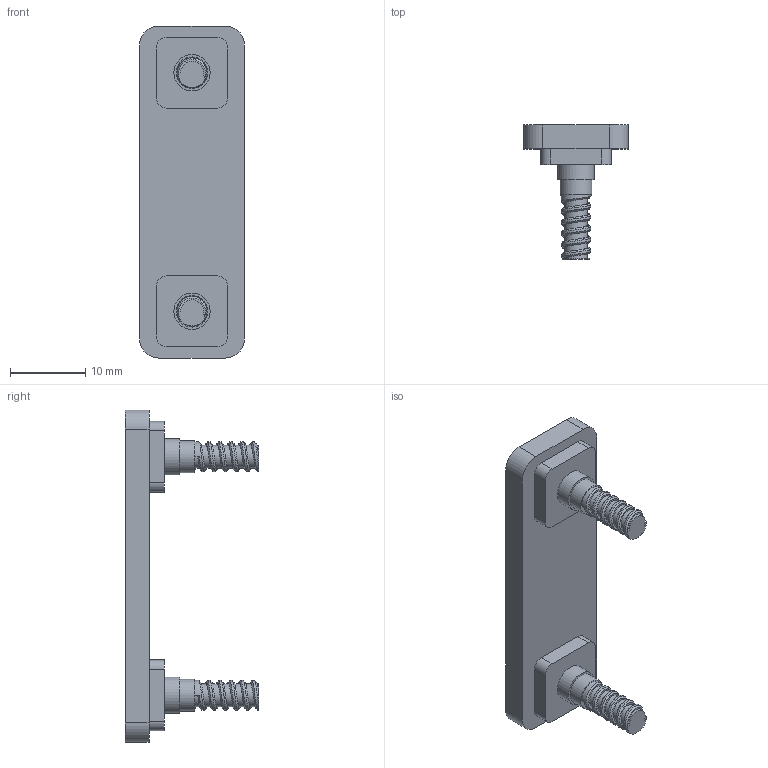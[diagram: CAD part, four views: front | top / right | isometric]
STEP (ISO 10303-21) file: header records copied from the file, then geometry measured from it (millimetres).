
FILE_DESCRIPTION(/* description */ ('STEP AP242','CAx-IF Rec.Pracs.---Representation and Presentation of Product Manufacturing Information (PMI)---4.0---2014-10-13','CAx-IF Rec.Pracs.---3D Tessellated Geometry---0.4---2014-09-14','2;1'),/* implementation_level */ '2;1');
FILE_NAME(/* name */ '669c3b542e06d8541d73b684',/* time_stamp */ '2024-07-20T22:33:56Z',/* author */ (''),/* organization */ (''),/* preprocessor_version */ 'ST-DEVELOPER v20',/* originating_system */ ' ',/* authorisation */ ' ');
FILE_SCHEMA (('AP242_MANAGED_MODEL_BASED_3D_ENGINEERING_MIM_LF { 1 0 10303 442 1 1 4 }'));
Length unit declared in the file: metre
Products named in the file (2): Stud
Assembly tree (1 placements, depth 2):
  Stud
    Stud
Bounding box: 13.97 x 17.78 x 44.2 mm (x, y, z)
Volume: 2564.7 mm3; surface area: 2062.9 mm2
Topology: 1 solids, 1 shells, 52 faces, 126 edges, 84 vertices
Faces by surface type: plane 24, cylinder 20, bspline 8
Full cylindrical faces by diameter (mm): 4.216 x2, 4.826 x2
Entity records: 4934 total; most frequent: CARTESIAN_POINT 3723, ORIENTED_EDGE 244, DIRECTION 230, EDGE_CURVE 122, AXIS2_PLACEMENT_3D 86, VERTEX_POINT 84, EDGE_LOOP 64, FACE_BOUND 64
